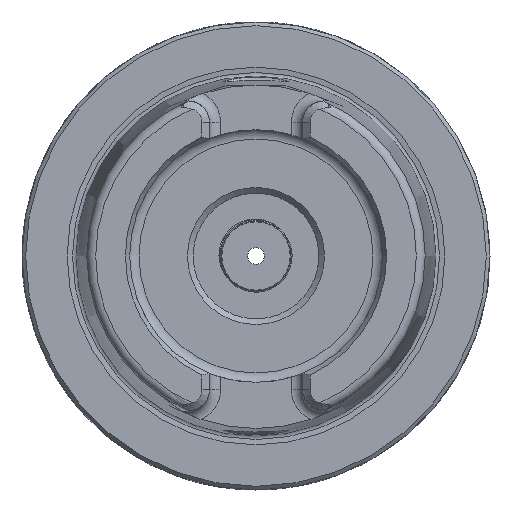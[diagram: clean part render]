
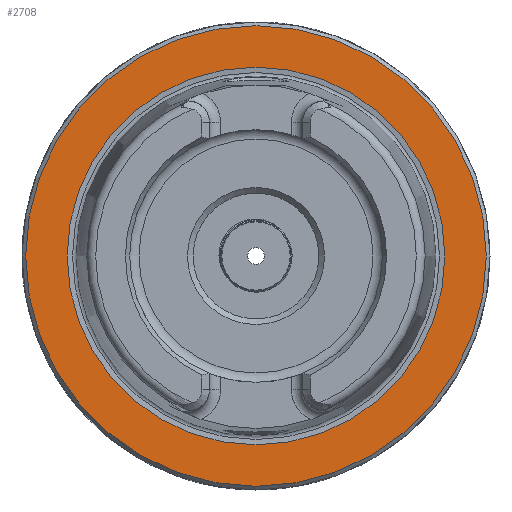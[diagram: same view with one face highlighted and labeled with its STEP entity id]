
A CAD part, left-side view. The second image highlights one B-rep face of the part: STEP entity #2708.
In plain terms, the highlighted planar face has unit normal (-1, 0, 0).
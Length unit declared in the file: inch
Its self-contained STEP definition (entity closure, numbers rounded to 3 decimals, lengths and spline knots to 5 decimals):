
#2674=CARTESIAN_POINT('',(0.0,1.22047,0.));
#2675=VERTEX_POINT('',#2674);
#2676=CARTESIAN_POINT('',(0.0,0.0,0.0));
#2677=DIRECTION('',(1.0,0.0,0.0));
#2678=DIRECTION('',(0.0,-1.0,0.0));
#2679=AXIS2_PLACEMENT_3D('',#2676,#2677,#2678);
#2680=CIRCLE('',#2679,1.22047);
#2681=EDGE_CURVE('',#2675,#2675,#2680,.T.);
#2689=CARTESIAN_POINT('',(0.0,0.62008,0.0));
#2690=DIRECTION('',(-1.0,0.0,0.0));
#2691=DIRECTION('',(0.0,0.0,1.0));
#2692=AXIS2_PLACEMENT_3D('',#2689,#2690,#2691);
#2693=PLANE('',#2692);
#2694=ORIENTED_EDGE('',*,*,#2681,.F.);
#2695=EDGE_LOOP('',(#2694));
#2696=FACE_OUTER_BOUND('',#2695,.T.);
#2697=CARTESIAN_POINT('',(0.0,1.0008,0.0));
#2698=VERTEX_POINT('',#2697);
#2699=CARTESIAN_POINT('',(0.0,0.0,0.0));
#2700=DIRECTION('',(1.0,0.0,0.0));
#2701=DIRECTION('',(0.0,1.0,0.0));
#2702=AXIS2_PLACEMENT_3D('',#2699,#2700,#2701);
#2703=CIRCLE('',#2702,1.0008);
#2704=EDGE_CURVE('',#2698,#2698,#2703,.T.);
#2705=ORIENTED_EDGE('',*,*,#2704,.T.);
#2706=EDGE_LOOP('',(#2705));
#2707=FACE_BOUND('',#2706,.T.);
#2708=ADVANCED_FACE('',(#2696,#2707),#2693,.T.);
